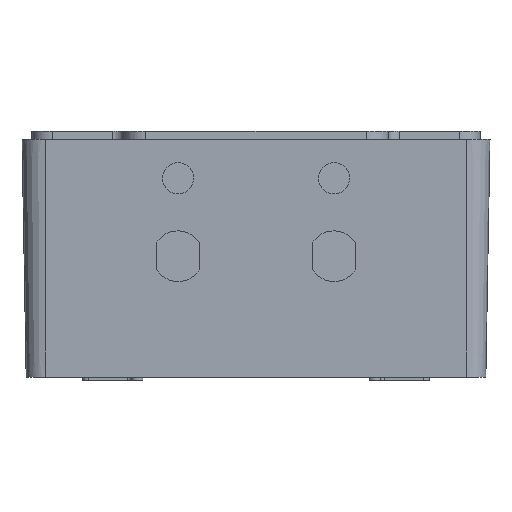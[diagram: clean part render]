
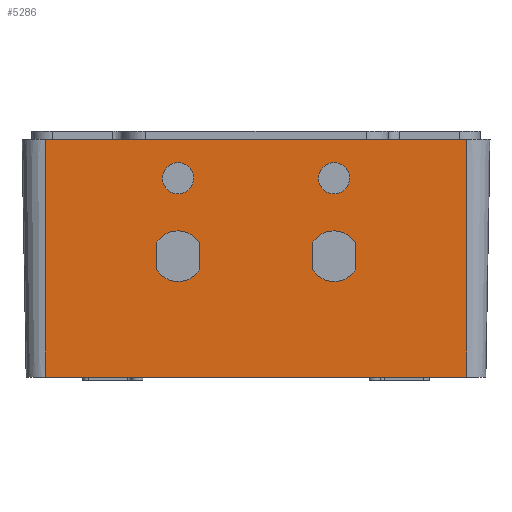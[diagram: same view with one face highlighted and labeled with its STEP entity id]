
A CAD part, front view. The second image highlights one B-rep face of the part: STEP entity #5286.
In plain terms, the highlighted planar face has unit normal (0, -1, -0.018).
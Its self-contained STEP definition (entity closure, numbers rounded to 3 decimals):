
#3118 = VERTEX_POINT('',#3119);
#3119 = CARTESIAN_POINT('',(-3.5,-70.416,4.486));
#3125 = EDGE_CURVE('',#3118,#3126,#3128,.T.);
#3126 = VERTEX_POINT('',#3127);
#3127 = CARTESIAN_POINT('',(7.5,-70.416,4.486));
#3128 = ELLIPSE('',#3129,6.501,6.5);
#3129 = AXIS2_PLACEMENT_3D('',#3130,#3131,#3132);
#3130 = CARTESIAN_POINT('',(2.,-70.476,7.95));
#3131 = DIRECTION('',(0.,-1.,
    -0.017));
#3132 = DIRECTION('',(0.,0.017,
    -1.));
#3150 = VERTEX_POINT('',#3151);
#3151 = CARTESIAN_POINT('',(-3.5,-70.537,11.414));
#3157 = EDGE_CURVE('',#3118,#3150,#3158,.T.);
#3158 = LINE('',#3159,#3160);
#3159 = CARTESIAN_POINT('',(-3.5,-70.759,24.154));
#3160 = VECTOR('',#3161,1.);
#3161 = DIRECTION('',(0.,-0.017,
    1.));
#3174 = EDGE_CURVE('',#3175,#3126,#3177,.T.);
#3175 = VERTEX_POINT('',#3176);
#3176 = CARTESIAN_POINT('',(7.5,-70.537,11.414));
#3177 = LINE('',#3178,#3179);
#3178 = CARTESIAN_POINT('',(7.5,-70.699,20.691));
#3179 = VECTOR('',#3180,1.);
#3180 = DIRECTION('',(0.,0.017,
    -1.));
#3198 = EDGE_CURVE('',#3175,#3150,#3199,.T.);
#3199 = ELLIPSE('',#3200,6.501,6.5);
#3200 = AXIS2_PLACEMENT_3D('',#3201,#3202,#3203);
#3201 = CARTESIAN_POINT('',(2.,-70.476,7.95));
#3202 = DIRECTION('',(0.,-1.,
    -0.017));
#3203 = DIRECTION('',(0.,0.017,
    -1.));
#3216 = VERTEX_POINT('',#3217);
#3217 = CARTESIAN_POINT('',(6.,-70.825,27.95));
#3223 = EDGE_CURVE('',#3216,#3216,#3224,.T.);
#3224 = ELLIPSE('',#3225,4.001,4.);
#3225 = AXIS2_PLACEMENT_3D('',#3226,#3227,#3228);
#3226 = CARTESIAN_POINT('',(2.,-70.825,27.95));
#3227 = DIRECTION('',(0.,-1.,
    -0.017));
#3228 = DIRECTION('',(0.,0.017,
    -1.));
#3241 = VERTEX_POINT('',#3242);
#3242 = CARTESIAN_POINT('',(-34.,-70.825,27.95));
#3248 = EDGE_CURVE('',#3241,#3241,#3249,.T.);
#3249 = ELLIPSE('',#3250,4.001,4.);
#3250 = AXIS2_PLACEMENT_3D('',#3251,#3252,#3253);
#3251 = CARTESIAN_POINT('',(-38.,-70.825,27.95));
#3252 = DIRECTION('',(0.,-1.,
    -0.017));
#3253 = DIRECTION('',(0.,0.017,
    -1.));
#3266 = VERTEX_POINT('',#3267);
#3267 = CARTESIAN_POINT('',(-43.5,-70.416,4.486));
#3273 = EDGE_CURVE('',#3266,#3274,#3276,.T.);
#3274 = VERTEX_POINT('',#3275);
#3275 = CARTESIAN_POINT('',(-32.5,-70.416,4.486));
#3276 = ELLIPSE('',#3277,6.501,6.5);
#3277 = AXIS2_PLACEMENT_3D('',#3278,#3279,#3280);
#3278 = CARTESIAN_POINT('',(-38.,-70.476,7.95));
#3279 = DIRECTION('',(0.,-1.,
    -0.017));
#3280 = DIRECTION('',(0.,0.017,
    -1.));
#3298 = EDGE_CURVE('',#3299,#3274,#3301,.T.);
#3299 = VERTEX_POINT('',#3300);
#3300 = CARTESIAN_POINT('',(-32.5,-70.537,11.414));
#3301 = LINE('',#3302,#3303);
#3302 = CARTESIAN_POINT('',(-32.5,-70.699,20.691));
#3303 = VECTOR('',#3304,1.);
#3304 = DIRECTION('',(0.,0.017,
    -1.));
#3322 = EDGE_CURVE('',#3299,#3323,#3325,.T.);
#3323 = VERTEX_POINT('',#3324);
#3324 = CARTESIAN_POINT('',(-43.5,-70.537,11.414));
#3325 = ELLIPSE('',#3326,6.501,6.5);
#3326 = AXIS2_PLACEMENT_3D('',#3327,#3328,#3329);
#3327 = CARTESIAN_POINT('',(-38.,-70.476,7.95));
#3328 = DIRECTION('',(0.,-1.,
    -0.017));
#3329 = DIRECTION('',(0.,0.017,
    -1.));
#3347 = EDGE_CURVE('',#3266,#3323,#3348,.T.);
#3348 = LINE('',#3349,#3350);
#3349 = CARTESIAN_POINT('',(-43.5,-70.759,24.154));
#3350 = VECTOR('',#3351,1.);
#3351 = DIRECTION('',(0.,-0.017,
    1.));
#4592 = EDGE_CURVE('',#4593,#4595,#4597,.T.);
#4593 = VERTEX_POINT('',#4594);
#4594 = CARTESIAN_POINT('',(-72.,-69.935,-23.05));
#4595 = VERTEX_POINT('',#4596);
#4596 = CARTESIAN_POINT('',(36.,-69.935,-23.05));
#4597 = LINE('',#4598,#4599);
#4598 = CARTESIAN_POINT('',(36.,-69.935,-23.05));
#4599 = VECTOR('',#4600,1.);
#4600 = DIRECTION('',(1.,0.,0.));
#5187 = EDGE_CURVE('',#5188,#5190,#5192,.T.);
#5188 = VERTEX_POINT('',#5189);
#5189 = CARTESIAN_POINT('',(-72.,-71.,37.95));
#5190 = VERTEX_POINT('',#5191);
#5191 = CARTESIAN_POINT('',(36.,-71.,37.95));
#5192 = LINE('',#5193,#5194);
#5193 = CARTESIAN_POINT('',(-72.,-71.,37.95));
#5194 = VECTOR('',#5195,1.);
#5195 = DIRECTION('',(1.,0.,0.));
#5286 = ADVANCED_FACE('',(#5287,#5303,#5309,#5312,#5315),#5321,.T.);
#5287 = FACE_BOUND('',#5288,.T.);
#5288 = EDGE_LOOP('',(#5289,#5290,#5296,#5297));
#5289 = ORIENTED_EDGE('',*,*,#5187,.F.);
#5290 = ORIENTED_EDGE('',*,*,#5291,.F.);
#5291 = EDGE_CURVE('',#4593,#5188,#5292,.T.);
#5292 = LINE('',#5293,#5294);
#5293 = CARTESIAN_POINT('',(-72.,-71.,37.95));
#5294 = VECTOR('',#5295,1.);
#5295 = DIRECTION('',(0.,-0.017,
    1.));
#5296 = ORIENTED_EDGE('',*,*,#4592,.T.);
#5297 = ORIENTED_EDGE('',*,*,#5298,.T.);
#5298 = EDGE_CURVE('',#4595,#5190,#5299,.T.);
#5299 = LINE('',#5300,#5301);
#5300 = CARTESIAN_POINT('',(36.,-71.,37.95));
#5301 = VECTOR('',#5302,1.);
#5302 = DIRECTION('',(0.,-0.017,
    1.));
#5303 = FACE_BOUND('',#5304,.T.);
#5304 = EDGE_LOOP('',(#5305,#5306,#5307,#5308));
#5305 = ORIENTED_EDGE('',*,*,#3125,.F.);
#5306 = ORIENTED_EDGE('',*,*,#3157,.T.);
#5307 = ORIENTED_EDGE('',*,*,#3198,.F.);
#5308 = ORIENTED_EDGE('',*,*,#3174,.T.);
#5309 = FACE_BOUND('',#5310,.T.);
#5310 = EDGE_LOOP('',(#5311));
#5311 = ORIENTED_EDGE('',*,*,#3223,.F.);
#5312 = FACE_BOUND('',#5313,.T.);
#5313 = EDGE_LOOP('',(#5314));
#5314 = ORIENTED_EDGE('',*,*,#3248,.F.);
#5315 = FACE_BOUND('',#5316,.T.);
#5316 = EDGE_LOOP('',(#5317,#5318,#5319,#5320));
#5317 = ORIENTED_EDGE('',*,*,#3273,.F.);
#5318 = ORIENTED_EDGE('',*,*,#3347,.T.);
#5319 = ORIENTED_EDGE('',*,*,#3322,.F.);
#5320 = ORIENTED_EDGE('',*,*,#3298,.T.);
#5321 = PLANE('',#5322);
#5322 = AXIS2_PLACEMENT_3D('',#5323,#5324,#5325);
#5323 = CARTESIAN_POINT('',(-72.,-71.,37.95));
#5324 = DIRECTION('',(0.,-1.,
    -0.017));
#5325 = DIRECTION('',(0.,-0.017,
    1.));
